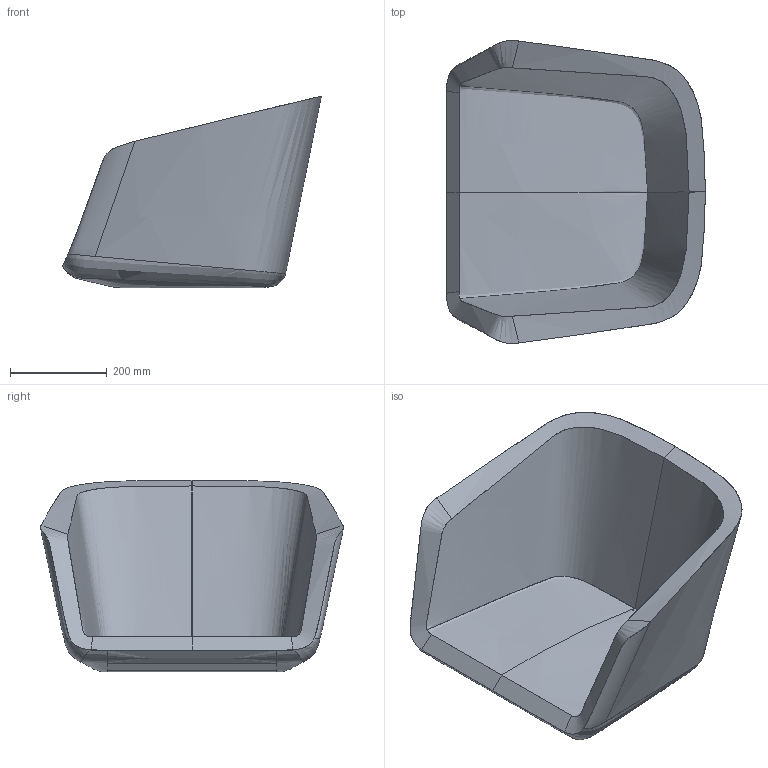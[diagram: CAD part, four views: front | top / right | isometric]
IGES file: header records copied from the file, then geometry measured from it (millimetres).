
Bounding box: 535.67 x 628.1 x 396.65 mm (x, y, z)
Surface area: 1226913.3 mm2 (no closed solid volume)
Topology: 0 solids, 0 shells, 22 faces, 106 edges, 102 vertices
Faces by surface type: bspline 22
